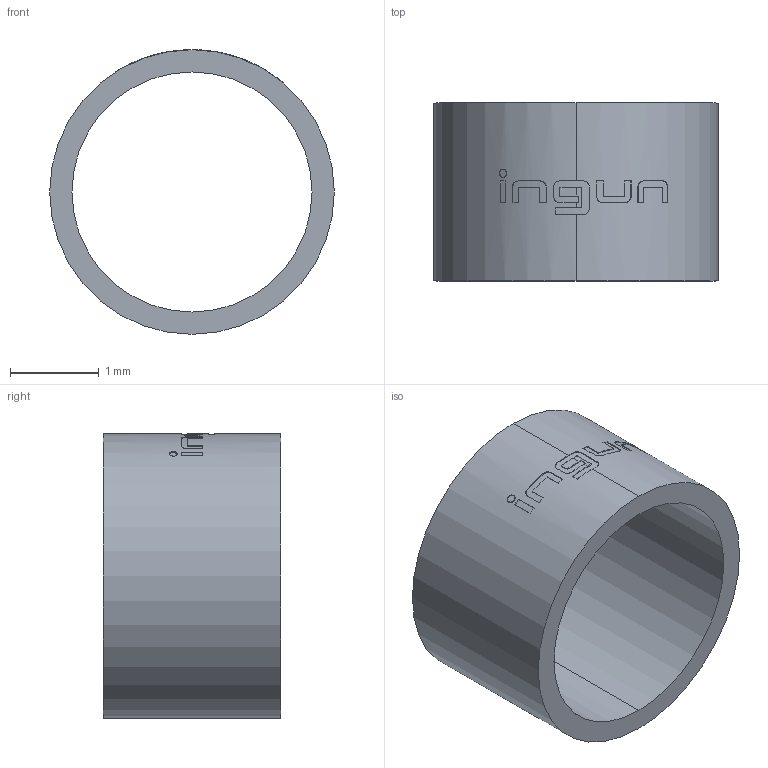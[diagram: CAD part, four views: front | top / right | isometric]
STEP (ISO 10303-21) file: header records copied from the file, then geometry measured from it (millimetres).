
FILE_DESCRIPTION (( 'STEP AP203' ), '1' );
FILE_NAME ('INGUN_DS-113_02.STEP', '2021-10-19T09:04:59', ( 'ochi' ), ( '' ), 'SwSTEP 2.0', 'SolidWorks 2018', '' );
FILE_SCHEMA (( 'CONFIG_CONTROL_DESIGN' ));
Length unit declared in the file: millimetre
Products named in the file (1): INGUN_DS-113_02
Bounding box: 3.2 x 2 x 3.2 mm (x, y, z)
Volume: 4.6 mm3; surface area: 41.8 mm2
Topology: 1 solids, 1 shells, 76 faces, 207 edges, 138 vertices
Faces by surface type: plane 42, bspline 22, cylinder 12
Entity records: 2648 total; most frequent: CARTESIAN_POINT 822, ORIENTED_EDGE 414, DIRECTION 285, EDGE_CURVE 207, VERTEX_POINT 138, AXIS2_PLACEMENT_3D 109, B_SPLINE_CURVE_WITH_KNOTS 86, EDGE_LOOP 83
